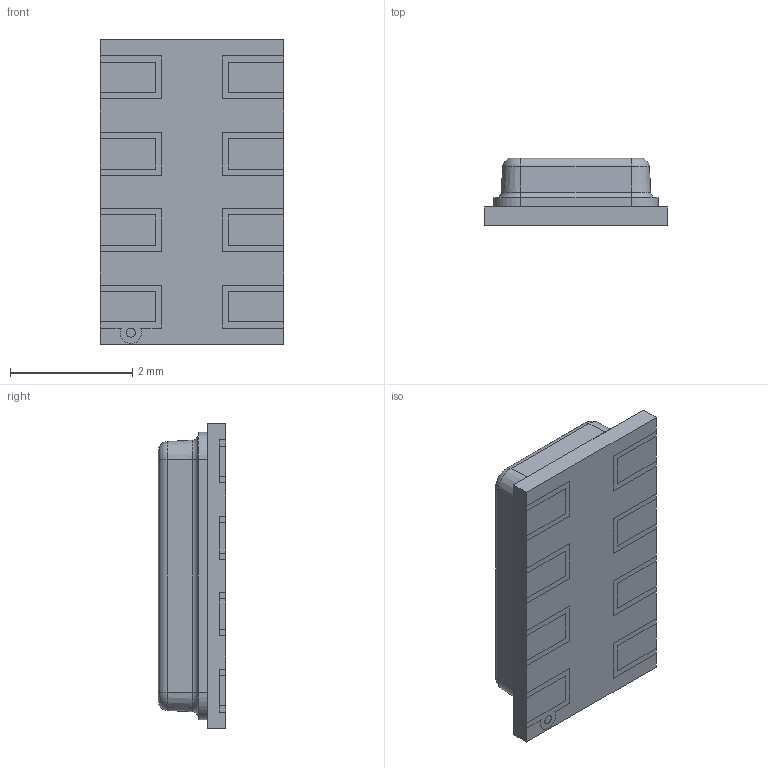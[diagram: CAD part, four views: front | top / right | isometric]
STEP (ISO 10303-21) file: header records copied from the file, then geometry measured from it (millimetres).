
FILE_DESCRIPTION (( 'STEP AP214' ), '1' );
FILE_NAME ('MS5611-01BA03.STEP', '2023-05-16T08:28:04', ( '' ), ( '' ), 'SwSTEP 2.0', 'SolidWorks 2021', '' );
FILE_SCHEMA (( 'AUTOMOTIVE_DESIGN' ));
Length unit declared in the file: millimetre
Products named in the file (1): MS5611-01BA03
Bounding box: 3 x 1.1 x 5 mm (x, y, z)
Volume: 13.2 mm3; surface area: 138.7 mm2
Topology: 20 solids, 20 shells, 253 faces, 606 edges, 396 vertices
Faces by surface type: plane 193, cylinder 40, torus 16, cone 4
Entity records: 7473 total; most frequent: CARTESIAN_POINT 1256, DIRECTION 1222, ORIENTED_EDGE 1212, EDGE_CURVE 606, VECTOR 498, LINE 498, VERTEX_POINT 396, AXIS2_PLACEMENT_3D 362
